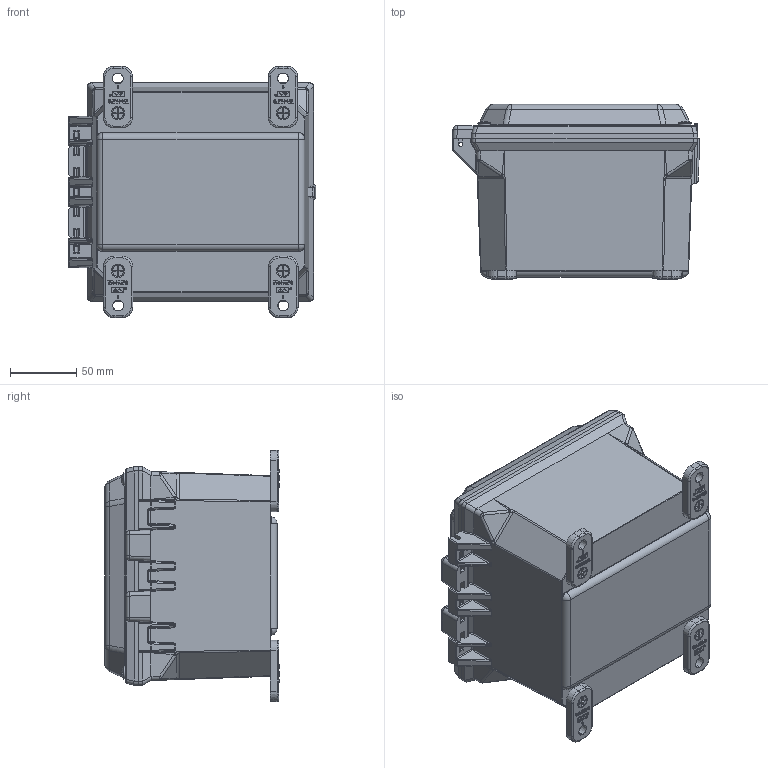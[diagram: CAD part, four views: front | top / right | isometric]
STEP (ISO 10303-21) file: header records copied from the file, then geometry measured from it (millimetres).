
FILE_DESCRIPTION (( 'STEP AP203' ), '1' );
FILE_NAME ('AMU664.step', '2014-05-08T12:09:26', ( '' ), ( '' ), 'SwSTEP 2.0', 'SolidWorks 2014', '' );
FILE_SCHEMA (( 'CONFIG_CONTROL_DESIGN' ));
Length unit declared in the file: inch
Products named in the file (9): AMU664; 2404001_box; 55-103212316; 2406001_part; 2381001; 55-103275_PreviewCfg; 70-60820-1; 55-1032516_PreviewCfg; 70-006ORING
Assembly tree (23 placements, depth 2):
  AMU664
    2404001_box
    55-103212316  x4
    2406001_part
    2381001  x4
    55-103275_PreviewCfg  x4
    70-60820-1
    55-1032516_PreviewCfg  x4
    70-006ORING  x4
Bounding box: 186.81 x 131.98 x 189.68 mm (x, y, z)
Volume: 565118.6 mm3; surface area: 316040.7 mm2
Topology: 23 solids, 23 shells, 3818 faces, 9603 edges, 6080 vertices
Faces by surface type: plane 1923, cylinder 695, bspline 684, cone 274, torus 156, sphere 86
Entity records: 112260 total; most frequent: CARTESIAN_POINT 46930, ORIENTED_EDGE 14374, DIRECTION 11431, EDGE_CURVE 7187, VERTEX_POINT 4550, VECTOR 4473, LINE 4473, AXIS2_PLACEMENT_3D 3479
